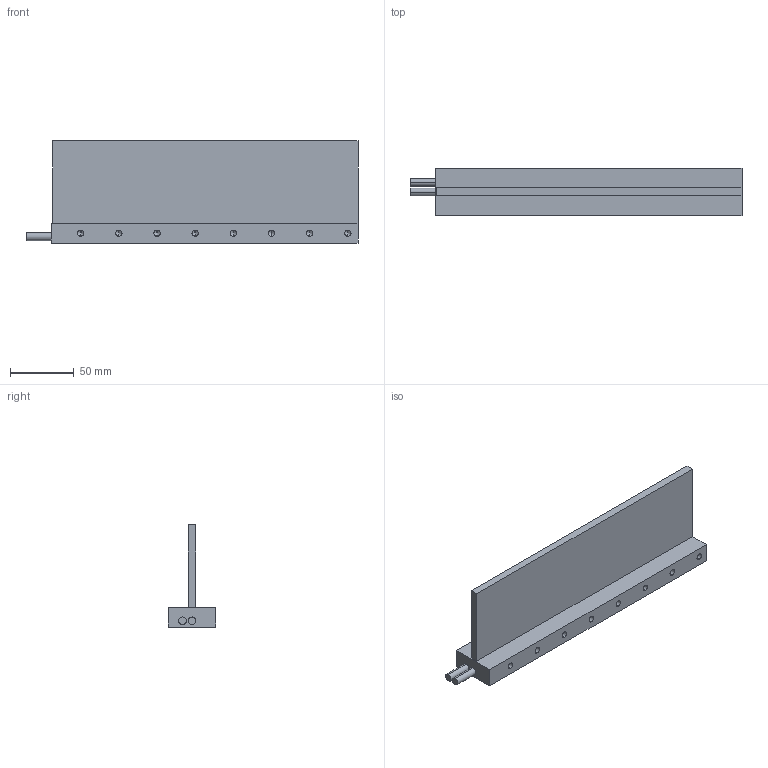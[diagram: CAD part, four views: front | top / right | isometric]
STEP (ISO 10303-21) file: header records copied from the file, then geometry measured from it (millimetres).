
FILE_DESCRIPTION (( 'STEP AP203' ), '1' );
FILE_NAME ('ZWU-30B-4-MODEL-A01.step', '2022-09-08T12:52:28', ( '' ), ( '' ), 'SwSTEP 2.0', 'SolidWorks 2020', '' );
FILE_SCHEMA (( 'CONFIG_CONTROL_DESIGN' ));
Length unit declared in the file: millimetre
Products named in the file (1): ZWU-30B-4-MODEL-A01
Bounding box: 261 x 37.1 x 80.4 mm (x, y, z)
Volume: 231189.8 mm3; surface area: 63200.8 mm2
Topology: 1 solids, 1 shells, 144 faces, 356 edges, 184 vertices
Faces by surface type: cylinder 68, cone 64, plane 12
Entity records: 3853 total; most frequent: DIRECTION 718, CARTESIAN_POINT 621, ORIENTED_EDGE 584, EDGE_CURVE 292, AXIS2_PLACEMENT_3D 281, VERTEX_POINT 184, EDGE_LOOP 178, LINE 156
